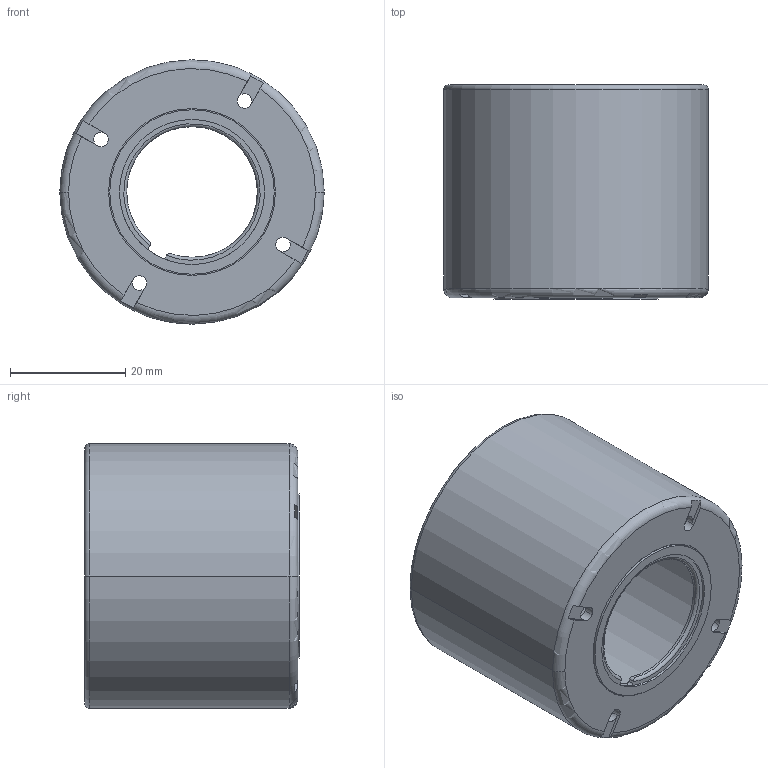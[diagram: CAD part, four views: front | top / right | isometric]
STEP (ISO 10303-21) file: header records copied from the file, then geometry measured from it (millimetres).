
FILE_DESCRIPTION((''),'2;1');
FILE_NAME('40374-152','2013-08-06T',('wwhu'),('Rockwell Automation'),'PRO/ENGINEER BY PARAMETRIC TECHNOLOGY CORPORATION, 2010140','PRO/ENGINEER BY PARAMETRIC TECHNOLOGY CORPORATION, 2010140','');
FILE_SCHEMA(('CONFIG_CONTROL_DESIGN'));
Length unit declared in the file: inch
Products named in the file (1): 40374-152
Bounding box: 45.97 x 37.24 x 45.97 mm (x, y, z)
Volume: 11124.9 mm3; surface area: 12532.1 mm2
Topology: 1 solids, 1 shells, 119 faces, 314 edges, 204 vertices
Faces by surface type: plane 81, cylinder 29, torus 9
Entity records: 3775 total; most frequent: CARTESIAN_POINT 705, DIRECTION 631, ORIENTED_EDGE 628, EDGE_CURVE 314, VECTOR 211, LINE 211, AXIS2_PLACEMENT_3D 210, VERTEX_POINT 204
